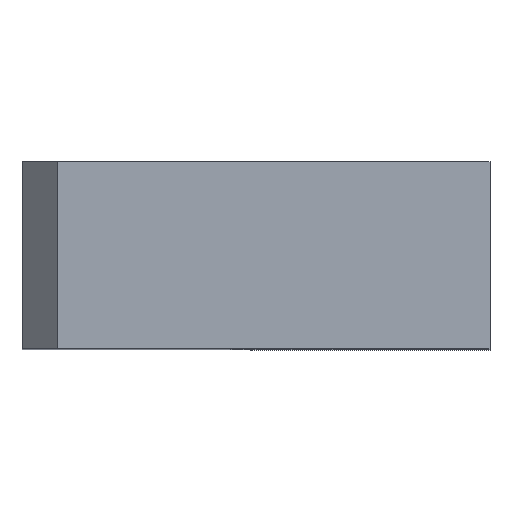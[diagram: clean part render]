
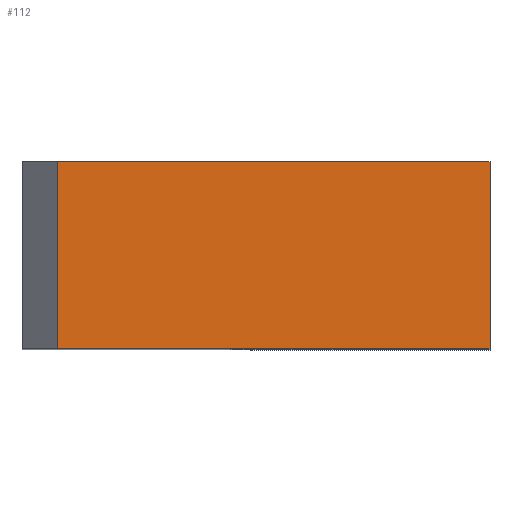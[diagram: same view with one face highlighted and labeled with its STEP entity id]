
A CAD part, top view. The second image highlights one B-rep face of the part: STEP entity #112.
In plain terms, the highlighted planar face has unit normal (0, 0, 1).
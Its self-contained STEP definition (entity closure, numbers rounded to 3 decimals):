
#91=EDGE_CURVE('241[3]',#187,#212,#219,.T.);
#97=EDGE_CURVE('241[3]',#212,#228,#229,.T.);
#112=ADVANCED_FACE('241[3]',(#249),#250,.T.);
#123=EDGE_CURVE('241[3]',#202,#228,#263,.T.);
#137=EDGE_CURVE('241[3]',#202,#187,#280,.T.);
#187=VERTEX_POINT('',#326);
#202=VERTEX_POINT('',#348);
#212=VERTEX_POINT('',#363);
#219=LINE('',#373,#374);
#228=VERTEX_POINT('',#388);
#229=LINE('',#389,#390);
#249=FACE_OUTER_BOUND('',#417,.T.);
#250=PLANE('',#418);
#263=LINE('',#438,#439);
#280=LINE('',#465,#466);
#326=CARTESIAN_POINT('',(-12.5,0.,10.0));
#348=CARTESIAN_POINT('',(6.0,0.,10.0));
#363=CARTESIAN_POINT('',(-12.5,-8.0,10.0));
#373=CARTESIAN_POINT('',(-12.5,0.,10.0));
#374=VECTOR('',#564,1.0);
#388=CARTESIAN_POINT('',(6.0,-8.0,10.0));
#389=CARTESIAN_POINT('',(6.0,-8.0,10.0));
#390=VECTOR('',#567,1.0);
#417=EDGE_LOOP('',(#592,#593,#594,#595));
#418=AXIS2_PLACEMENT_3D('',#596,#597,#598);
#438=CARTESIAN_POINT('',(6.0,0.,10.0));
#439=VECTOR('',#603,1.0);
#465=CARTESIAN_POINT('',(6.0,0.,10.0));
#466=VECTOR('',#623,1.0);
#564=DIRECTION('',(0.,-1.0,0.));
#567=DIRECTION('',(1.0,0.,0.));
#592=ORIENTED_EDGE('',*,*,#97,.T.);
#593=ORIENTED_EDGE('',*,*,#123,.F.);
#594=ORIENTED_EDGE('',*,*,#137,.T.);
#595=ORIENTED_EDGE('',*,*,#91,.T.);
#596=CARTESIAN_POINT('',(-3.25,0.,10.0));
#597=DIRECTION('',(0.,0.,1.0));
#598=DIRECTION('',(1.0,0.,0.0));
#603=DIRECTION('',(0.,-1.0,0.));
#623=DIRECTION('',(-1.0,0.,0.));
